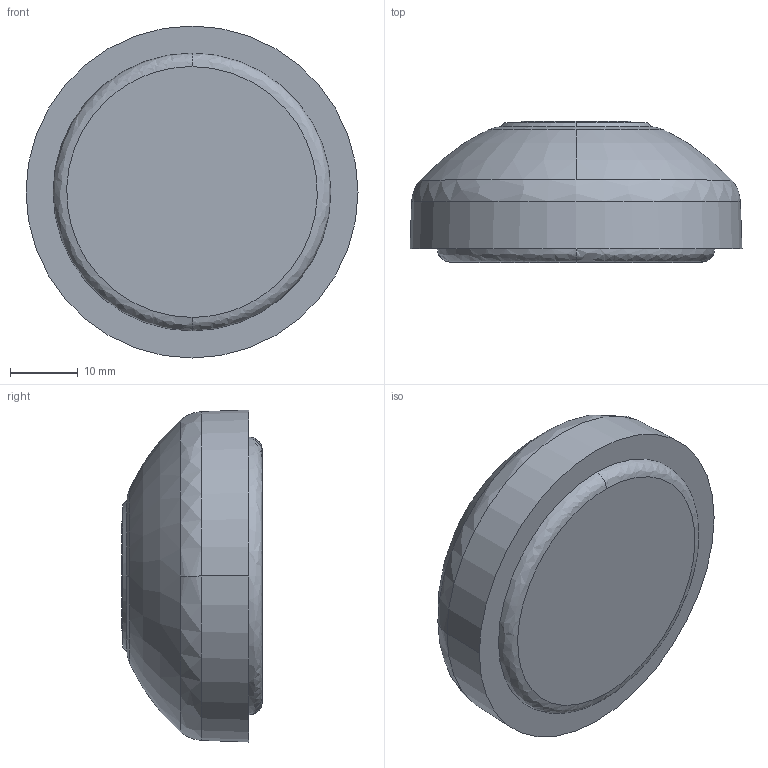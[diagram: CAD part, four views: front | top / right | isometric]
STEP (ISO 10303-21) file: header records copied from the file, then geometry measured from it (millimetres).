
FILE_DESCRIPTION (( 'STEP AP214' ), '1' );
FILE_NAME ('7410110', '2019-02-01T14:31:28', ( '' ), ('JUGARD+KÜNSTNER GmbH'), 'SwSTEP 2.0', 'SolidWorks 2017', '' );
FILE_SCHEMA (( 'AUTOMOTIVE_DESIGN' ));
Length unit declared in the file: millimetre
Products named in the file (1): 7410110_CNAJF00
Bounding box: 49 x 20.8 x 49 mm (x, y, z)
Volume: 28275.5 mm3; surface area: 6829.6 mm2
Topology: 1 solids, 1 shells, 45 faces, 100 edges, 62 vertices
Faces by surface type: bspline 14, cone 12, cylinder 10, plane 7, torus 2
Entity records: 1722 total; most frequent: CARTESIAN_POINT 700, DIRECTION 226, ORIENTED_EDGE 200, AXIS2_PLACEMENT_3D 102, EDGE_CURVE 100, CIRCLE 70, VERTEX_POINT 62, EDGE_LOOP 50
